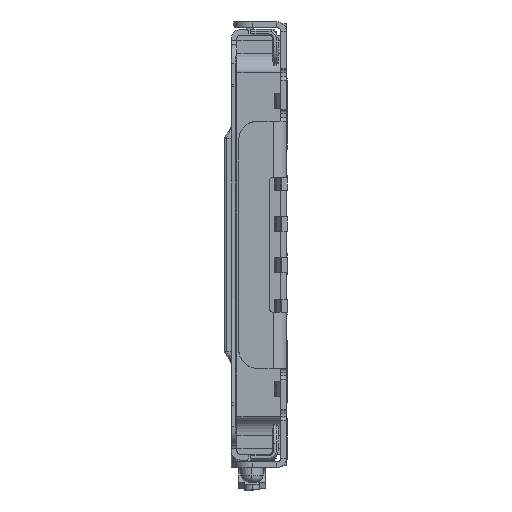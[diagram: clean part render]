
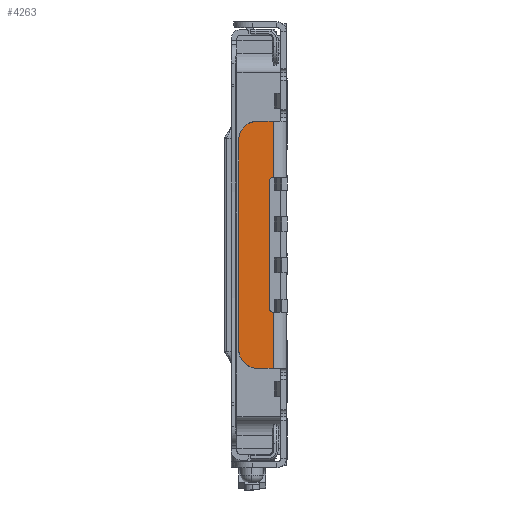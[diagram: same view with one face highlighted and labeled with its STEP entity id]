
A CAD part, left-side view. The second image highlights one B-rep face of the part: STEP entity #4263.
In plain terms, the highlighted planar face has unit normal (-1, 0, 0).
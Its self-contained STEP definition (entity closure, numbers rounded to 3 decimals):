
#112 = CARTESIAN_POINT ( 'NONE',  ( -7.75, 1.27, -2.8 ) ) ;
#233 = VECTOR ( 'NONE', #19293, 1000. ) ;
#576 = VERTEX_POINT ( 'NONE', #13077 ) ;
#733 = AXIS2_PLACEMENT_3D ( 'NONE', #25243, #7062, #21542 ) ;
#921 = LINE ( 'NONE', #25180, #16039 ) ;
#994 = CARTESIAN_POINT ( 'NONE',  ( -7.75, 0., -3.3 ) ) ;
#1075 = VECTOR ( 'NONE', #21414, 1000. ) ;
#1766 = EDGE_LOOP ( 'NONE', ( #12617, #2282, #25365, #13892, #20487, #2501, #6143, #21346, #4870, #14446 ) ) ;
#1971 = CARTESIAN_POINT ( 'NONE',  ( -7.75, 0.77, -3.3 ) ) ;
#2076 = EDGE_CURVE ( 'NONE', #16120, #22502, #18778, .T. ) ;
#2237 = EDGE_CURVE ( 'NONE', #576, #23824, #3759, .T. ) ;
#2282 = ORIENTED_EDGE ( 'NONE', *, *, #18180, .F. ) ;
#2364 = EDGE_CURVE ( 'NONE', #576, #12353, #20488, .T. ) ;
#2501 = ORIENTED_EDGE ( 'NONE', *, *, #2364, .T. ) ;
#2637 = CARTESIAN_POINT ( 'NONE',  ( -7.75, 0.77, -2.8 ) ) ;
#2890 = AXIS2_PLACEMENT_3D ( 'NONE', #15714, #4031, #11742 ) ;
#2894 = DIRECTION ( 'NONE',  ( -1., 0., 0. ) ) ;
#3099 = LINE ( 'NONE', #9214, #3935 ) ;
#3398 = EDGE_CURVE ( 'NONE', #5332, #22502, #3099, .T. ) ;
#3642 = FACE_OUTER_BOUND ( 'NONE', #1766, .T. ) ;
#3759 = LINE ( 'NONE', #25935, #18439 ) ;
#3935 = VECTOR ( 'NONE', #5208, 1000. ) ;
#4031 = DIRECTION ( 'NONE',  ( 1., 0., 0. ) ) ;
#4194 = DIRECTION ( 'NONE',  ( 0., 1., 0. ) ) ;
#4263 = ADVANCED_FACE ( 'NONE', ( #3642 ), #25959, .F. ) ;
#4858 = CARTESIAN_POINT ( 'NONE',  ( -7.75, 0.35, 1.7 ) ) ;
#4870 = ORIENTED_EDGE ( 'NONE', *, *, #20074, .T. ) ;
#5208 = DIRECTION ( 'NONE',  ( 0., 0., -1. ) ) ;
#5332 = VERTEX_POINT ( 'NONE', #23571 ) ;
#6143 = ORIENTED_EDGE ( 'NONE', *, *, #14659, .T. ) ;
#6185 = CARTESIAN_POINT ( 'NONE',  ( -7.75, 0.77, 2.8 ) ) ;
#6871 = DIRECTION ( 'NONE',  ( 0., 1., 0. ) ) ;
#7062 = DIRECTION ( 'NONE',  ( -1., 0., 0. ) ) ;
#7213 = VERTEX_POINT ( 'NONE', #13975 ) ;
#7461 = CARTESIAN_POINT ( 'NONE',  ( -7.75, 0.35, 1.8 ) ) ;
#8927 = VERTEX_POINT ( 'NONE', #10472 ) ;
#9048 = EDGE_CURVE ( 'NONE', #25769, #7213, #921, .T. ) ;
#9062 = LINE ( 'NONE', #11165, #1075 ) ;
#9108 = DIRECTION ( 'NONE',  ( 0., -1., 0. ) ) ;
#9214 = CARTESIAN_POINT ( 'NONE',  ( -7.75, 0.35, -3.3 ) ) ;
#9994 = CARTESIAN_POINT ( 'NONE',  ( -7.75, 0., 3.3 ) ) ;
#10472 = CARTESIAN_POINT ( 'NONE',  ( -7.75, 1.27, 2.8 ) ) ;
#10549 = CIRCLE ( 'NONE', #25386, 0.5 ) ;
#10968 = EDGE_CURVE ( 'NONE', #23824, #25769, #19357, .T. ) ;
#11165 = CARTESIAN_POINT ( 'NONE',  ( -7.75, 1.27, 0. ) ) ;
#11190 = VERTEX_POINT ( 'NONE', #112 ) ;
#11742 = DIRECTION ( 'NONE',  ( 0., 1., 0. ) ) ;
#12353 = VERTEX_POINT ( 'NONE', #25498 ) ;
#12617 = ORIENTED_EDGE ( 'NONE', *, *, #3398, .F. ) ;
#13077 = CARTESIAN_POINT ( 'NONE',  ( -7.75, 0.35, 3.3 ) ) ;
#13213 = DIRECTION ( 'NONE',  ( -1., 0., 0. ) ) ;
#13892 = ORIENTED_EDGE ( 'NONE', *, *, #10968, .F. ) ;
#13975 = CARTESIAN_POINT ( 'NONE',  ( -7.75, 0.45, -1.7 ) ) ;
#14274 = DIRECTION ( 'NONE',  ( -1., 0., 0. ) ) ;
#14446 = ORIENTED_EDGE ( 'NONE', *, *, #2076, .T. ) ;
#14659 = EDGE_CURVE ( 'NONE', #12353, #8927, #10549, .T. ) ;
#15081 = DIRECTION ( 'NONE',  ( 0., 0., -1. ) ) ;
#15714 = CARTESIAN_POINT ( 'NONE',  ( -7.75, 0., 0. ) ) ;
#16039 = VECTOR ( 'NONE', #15081, 1000. ) ;
#16120 = VERTEX_POINT ( 'NONE', #1971 ) ;
#16606 = EDGE_CURVE ( 'NONE', #8927, #11190, #9062, .T. ) ;
#18180 = EDGE_CURVE ( 'NONE', #7213, #5332, #22769, .T. ) ;
#18439 = VECTOR ( 'NONE', #23536, 1000. ) ;
#18778 = LINE ( 'NONE', #994, #233 ) ;
#18827 = VECTOR ( 'NONE', #22206, 1000. ) ;
#19293 = DIRECTION ( 'NONE',  ( 0., -1., 0. ) ) ;
#19357 = CIRCLE ( 'NONE', #25734, 0.1 ) ;
#20074 = EDGE_CURVE ( 'NONE', #11190, #16120, #21100, .T. ) ;
#20487 = ORIENTED_EDGE ( 'NONE', *, *, #2237, .F. ) ;
#20488 = LINE ( 'NONE', #9994, #18827 ) ;
#20610 = CARTESIAN_POINT ( 'NONE',  ( -7.75, 0.35, -3.3 ) ) ;
#21100 = CIRCLE ( 'NONE', #26205, 0.5 ) ;
#21346 = ORIENTED_EDGE ( 'NONE', *, *, #16606, .T. ) ;
#21414 = DIRECTION ( 'NONE',  ( 0., 0., -1. ) ) ;
#21542 = DIRECTION ( 'NONE',  ( 0., 1., 0. ) ) ;
#22206 = DIRECTION ( 'NONE',  ( 0., 1., 0. ) ) ;
#22502 = VERTEX_POINT ( 'NONE', #20610 ) ;
#22769 = CIRCLE ( 'NONE', #733, 0.1 ) ;
#23536 = DIRECTION ( 'NONE',  ( 0., 0., -1. ) ) ;
#23571 = CARTESIAN_POINT ( 'NONE',  ( -7.75, 0.35, -1.8 ) ) ;
#23824 = VERTEX_POINT ( 'NONE', #7461 ) ;
#24952 = CARTESIAN_POINT ( 'NONE',  ( -7.75, 0.45, 1.7 ) ) ;
#25180 = CARTESIAN_POINT ( 'NONE',  ( -7.75, 0.45, -1.7 ) ) ;
#25243 = CARTESIAN_POINT ( 'NONE',  ( -7.75, 0.35, -1.7 ) ) ;
#25365 = ORIENTED_EDGE ( 'NONE', *, *, #9048, .F. ) ;
#25386 = AXIS2_PLACEMENT_3D ( 'NONE', #6185, #14274, #4194 ) ;
#25498 = CARTESIAN_POINT ( 'NONE',  ( -7.75, 0.77, 3.3 ) ) ;
#25734 = AXIS2_PLACEMENT_3D ( 'NONE', #4858, #2894, #9108 ) ;
#25769 = VERTEX_POINT ( 'NONE', #24952 ) ;
#25935 = CARTESIAN_POINT ( 'NONE',  ( -7.75, 0.35, -3.3 ) ) ;
#25959 = PLANE ( 'NONE',  #2890 ) ;
#26205 = AXIS2_PLACEMENT_3D ( 'NONE', #2637, #13213, #6871 ) ;
